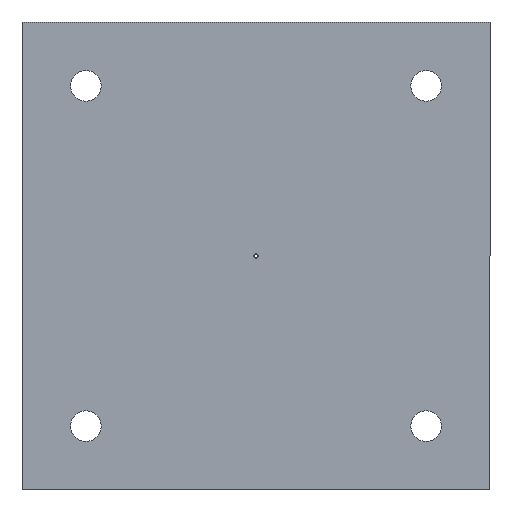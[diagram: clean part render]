
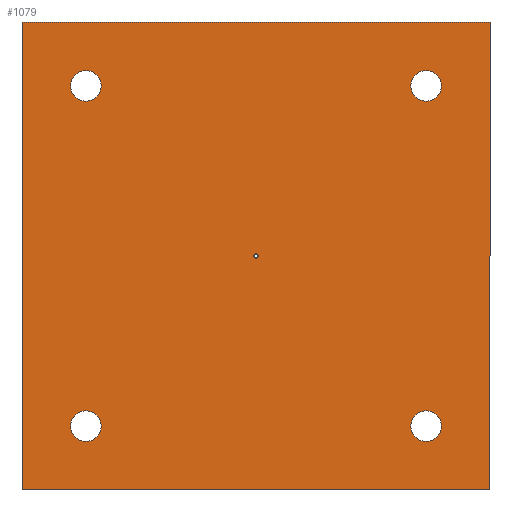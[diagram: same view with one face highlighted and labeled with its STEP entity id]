
A CAD part, front view. The second image highlights one B-rep face of the part: STEP entity #1079.
In plain terms, the highlighted planar face has unit normal (0, -1, 0).
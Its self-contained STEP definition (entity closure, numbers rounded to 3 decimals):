
#13 = EDGE_LOOP ( 'NONE', ( #585, #143 ) ) ;
#16 = CIRCLE ( 'NONE', #1189, 1.8 ) ;
#18 = DIRECTION ( 'NONE',  ( 0., -1., 0. ) ) ;
#30 = CARTESIAN_POINT ( 'NONE',  ( -27.5, -7.495, -27.5 ) ) ;
#45 = EDGE_CURVE ( 'NONE', #1600, #680, #311, .T. ) ;
#74 = AXIS2_PLACEMENT_3D ( 'NONE', #2032, #1685, #892 ) ;
#135 = CARTESIAN_POINT ( 'NONE',  ( -20., -7.495, -20. ) ) ;
#138 = CARTESIAN_POINT ( 'NONE',  ( -20., -7.495, -20. ) ) ;
#140 = EDGE_CURVE ( 'NONE', #1364, #227, #643, .T. ) ;
#143 = ORIENTED_EDGE ( 'NONE', *, *, #1733, .F. ) ;
#153 = LINE ( 'NONE', #1708, #1324 ) ;
#162 = CARTESIAN_POINT ( 'NONE',  ( -20., -7.495, 20. ) ) ;
#164 = EDGE_CURVE ( 'NONE', #680, #1600, #905, .T. ) ;
#171 = VERTEX_POINT ( 'NONE', #446 ) ;
#177 = CIRCLE ( 'NONE', #1407, 1.8 ) ;
#185 = VERTEX_POINT ( 'NONE', #440 ) ;
#192 = CARTESIAN_POINT ( 'NONE',  ( -18.2, -7.495, -20. ) ) ;
#223 = EDGE_CURVE ( 'NONE', #1625, #1471, #177, .T. ) ;
#227 = VERTEX_POINT ( 'NONE', #192 ) ;
#243 = FACE_BOUND ( 'NONE', #952, .T. ) ;
#254 = FACE_OUTER_BOUND ( 'NONE', #2042, .T. ) ;
#261 = DIRECTION ( 'NONE',  ( 0., -1., 0. ) ) ;
#288 = CARTESIAN_POINT ( 'NONE',  ( -21.8, -7.495, -20. ) ) ;
#293 = AXIS2_PLACEMENT_3D ( 'NONE', #138, #2044, #1868 ) ;
#311 = CIRCLE ( 'NONE', #1474, 0.25 ) ;
#338 = CARTESIAN_POINT ( 'NONE',  ( -0.25, -7.495, 0. ) ) ;
#353 = LINE ( 'NONE', #537, #1861 ) ;
#399 = DIRECTION ( 'NONE',  ( 0., -1., 0. ) ) ;
#405 = DIRECTION ( 'NONE',  ( 0., -1., 0. ) ) ;
#440 = CARTESIAN_POINT ( 'NONE',  ( -27.5, -7.495, 27.5 ) ) ;
#446 = CARTESIAN_POINT ( 'NONE',  ( 27.5, -7.495, -27.5 ) ) ;
#452 = FACE_BOUND ( 'NONE', #1188, .T. ) ;
#496 = ORIENTED_EDGE ( 'NONE', *, *, #1583, .F. ) ;
#522 = VERTEX_POINT ( 'NONE', #606 ) ;
#535 = CARTESIAN_POINT ( 'NONE',  ( 20., -7.495, 20. ) ) ;
#537 = CARTESIAN_POINT ( 'NONE',  ( -27.5, -7.495, 27.5 ) ) ;
#539 = DIRECTION ( 'NONE',  ( 0., -1., 0. ) ) ;
#563 = AXIS2_PLACEMENT_3D ( 'NONE', #1343, #405, #1315 ) ;
#576 = ORIENTED_EDGE ( 'NONE', *, *, #1230, .F. ) ;
#585 = ORIENTED_EDGE ( 'NONE', *, *, #140, .F. ) ;
#587 = ORIENTED_EDGE ( 'NONE', *, *, #1546, .T. ) ;
#588 = CARTESIAN_POINT ( 'NONE',  ( 20., -7.495, -20. ) ) ;
#606 = CARTESIAN_POINT ( 'NONE',  ( 27.5, -7.495, 27.5 ) ) ;
#639 = DIRECTION ( 'NONE',  ( -1., 0., 0. ) ) ;
#643 = CIRCLE ( 'NONE', #1570, 1.8 ) ;
#644 = VERTEX_POINT ( 'NONE', #932 ) ;
#652 = VERTEX_POINT ( 'NONE', #1571 ) ;
#678 = CARTESIAN_POINT ( 'NONE',  ( 0., -7.495, 0. ) ) ;
#680 = VERTEX_POINT ( 'NONE', #338 ) ;
#708 = LINE ( 'NONE', #30, #1779 ) ;
#732 = DIRECTION ( 'NONE',  ( -1., 0., 0. ) ) ;
#782 = VECTOR ( 'NONE', #1173, 1000. ) ;
#836 = EDGE_CURVE ( 'NONE', #1799, #1744, #1451, .T. ) ;
#842 = EDGE_CURVE ( 'NONE', #171, #1557, #708, .T. ) ;
#880 = EDGE_CURVE ( 'NONE', #652, #644, #1417, .T. ) ;
#892 = DIRECTION ( 'NONE',  ( -1., 0., 0. ) ) ;
#905 = CIRCLE ( 'NONE', #74, 0.25 ) ;
#932 = CARTESIAN_POINT ( 'NONE',  ( 18.2, -7.495, 20. ) ) ;
#943 = ORIENTED_EDGE ( 'NONE', *, *, #1860, .F. ) ;
#948 = ORIENTED_EDGE ( 'NONE', *, *, #1030, .F. ) ;
#952 = EDGE_LOOP ( 'NONE', ( #948, #1329 ) ) ;
#957 = CARTESIAN_POINT ( 'NONE',  ( 18.2, -7.495, -20. ) ) ;
#981 = DIRECTION ( 'NONE',  ( 0., 0., 1. ) ) ;
#996 = DIRECTION ( 'NONE',  ( -1., 0., 0. ) ) ;
#1002 = DIRECTION ( 'NONE',  ( 0., 1., 0. ) ) ;
#1028 = DIRECTION ( 'NONE',  ( -1., 0., 0. ) ) ;
#1030 = EDGE_CURVE ( 'NONE', #1471, #1625, #1747, .T. ) ;
#1047 = FACE_BOUND ( 'NONE', #2014, .T. ) ;
#1066 = CARTESIAN_POINT ( 'NONE',  ( -27.5, -7.495, -27.5 ) ) ;
#1079 = ADVANCED_FACE ( 'NONE', ( #1880, #452, #1672, #243, #1047, #254 ), #1527, .F. ) ;
#1108 = DIRECTION ( 'NONE',  ( 0., -1., 0. ) ) ;
#1137 = ORIENTED_EDGE ( 'NONE', *, *, #1348, .T. ) ;
#1158 = CARTESIAN_POINT ( 'NONE',  ( -20., -7.495, 20. ) ) ;
#1159 = CARTESIAN_POINT ( 'NONE',  ( 0.25, -7.495, 0. ) ) ;
#1173 = DIRECTION ( 'NONE',  ( -1., 0., 0. ) ) ;
#1183 = CARTESIAN_POINT ( 'NONE',  ( -27.5, -7.495, 27.5 ) ) ;
#1187 = AXIS2_PLACEMENT_3D ( 'NONE', #1158, #539, #996 ) ;
#1188 = EDGE_LOOP ( 'NONE', ( #496, #1252 ) ) ;
#1189 = AXIS2_PLACEMENT_3D ( 'NONE', #535, #399, #1028 ) ;
#1217 = ORIENTED_EDGE ( 'NONE', *, *, #880, .F. ) ;
#1221 = AXIS2_PLACEMENT_3D ( 'NONE', #588, #1682, #732 ) ;
#1230 = EDGE_CURVE ( 'NONE', #644, #652, #16, .T. ) ;
#1244 = ORIENTED_EDGE ( 'NONE', *, *, #164, .T. ) ;
#1252 = ORIENTED_EDGE ( 'NONE', *, *, #836, .F. ) ;
#1315 = DIRECTION ( 'NONE',  ( -1., 0., 0. ) ) ;
#1324 = VECTOR ( 'NONE', #1545, 1000. ) ;
#1327 = CIRCLE ( 'NONE', #293, 1.8 ) ;
#1329 = ORIENTED_EDGE ( 'NONE', *, *, #223, .F. ) ;
#1343 = CARTESIAN_POINT ( 'NONE',  ( 20., -7.495, 20. ) ) ;
#1348 = EDGE_CURVE ( 'NONE', #171, #522, #153, .T. ) ;
#1363 = DIRECTION ( 'NONE',  ( -1., 0., 0. ) ) ;
#1364 = VERTEX_POINT ( 'NONE', #288 ) ;
#1389 = AXIS2_PLACEMENT_3D ( 'NONE', #1745, #1945, #1569 ) ;
#1401 = DIRECTION ( 'NONE',  ( -1., 0., 0. ) ) ;
#1407 = AXIS2_PLACEMENT_3D ( 'NONE', #1597, #1108, #1424 ) ;
#1415 = CARTESIAN_POINT ( 'NONE',  ( -21.8, -7.495, 20. ) ) ;
#1417 = CIRCLE ( 'NONE', #563, 1.8 ) ;
#1424 = DIRECTION ( 'NONE',  ( -1., 0., 0. ) ) ;
#1451 = CIRCLE ( 'NONE', #1187, 1.8 ) ;
#1471 = VERTEX_POINT ( 'NONE', #957 ) ;
#1474 = AXIS2_PLACEMENT_3D ( 'NONE', #678, #1002, #1363 ) ;
#1478 = ORIENTED_EDGE ( 'NONE', *, *, #45, .T. ) ;
#1502 = CARTESIAN_POINT ( 'NONE',  ( 21.8, -7.495, -20. ) ) ;
#1514 = ORIENTED_EDGE ( 'NONE', *, *, #842, .F. ) ;
#1526 = CIRCLE ( 'NONE', #1786, 1.8 ) ;
#1527 = PLANE ( 'NONE',  #1389 ) ;
#1545 = DIRECTION ( 'NONE',  ( 0., 0., 1. ) ) ;
#1546 = EDGE_CURVE ( 'NONE', #522, #185, #1988, .T. ) ;
#1557 = VERTEX_POINT ( 'NONE', #1066 ) ;
#1569 = DIRECTION ( 'NONE',  ( -1., 0., 0. ) ) ;
#1570 = AXIS2_PLACEMENT_3D ( 'NONE', #135, #261, #1401 ) ;
#1571 = CARTESIAN_POINT ( 'NONE',  ( 21.8, -7.495, 20. ) ) ;
#1583 = EDGE_CURVE ( 'NONE', #1744, #1799, #1526, .T. ) ;
#1597 = CARTESIAN_POINT ( 'NONE',  ( 20., -7.495, -20. ) ) ;
#1600 = VERTEX_POINT ( 'NONE', #1159 ) ;
#1601 = EDGE_LOOP ( 'NONE', ( #576, #1217 ) ) ;
#1625 = VERTEX_POINT ( 'NONE', #1502 ) ;
#1672 = FACE_BOUND ( 'NONE', #1601, .T. ) ;
#1682 = DIRECTION ( 'NONE',  ( 0., -1., 0. ) ) ;
#1685 = DIRECTION ( 'NONE',  ( 0., 1., 0. ) ) ;
#1708 = CARTESIAN_POINT ( 'NONE',  ( 27.5, -7.495, 27.5 ) ) ;
#1733 = EDGE_CURVE ( 'NONE', #227, #1364, #1327, .T. ) ;
#1744 = VERTEX_POINT ( 'NONE', #1415 ) ;
#1745 = CARTESIAN_POINT ( 'NONE',  ( 0., -7.495, 0. ) ) ;
#1747 = CIRCLE ( 'NONE', #1221, 1.8 ) ;
#1779 = VECTOR ( 'NONE', #1802, 1000. ) ;
#1786 = AXIS2_PLACEMENT_3D ( 'NONE', #162, #18, #639 ) ;
#1789 = CARTESIAN_POINT ( 'NONE',  ( -18.2, -7.495, 20. ) ) ;
#1799 = VERTEX_POINT ( 'NONE', #1789 ) ;
#1802 = DIRECTION ( 'NONE',  ( -1., 0., 0. ) ) ;
#1860 = EDGE_CURVE ( 'NONE', #1557, #185, #353, .T. ) ;
#1861 = VECTOR ( 'NONE', #981, 1000. ) ;
#1868 = DIRECTION ( 'NONE',  ( -1., 0., 0. ) ) ;
#1880 = FACE_BOUND ( 'NONE', #13, .T. ) ;
#1945 = DIRECTION ( 'NONE',  ( 0., 1., 0. ) ) ;
#1988 = LINE ( 'NONE', #1183, #782 ) ;
#2014 = EDGE_LOOP ( 'NONE', ( #1244, #1478 ) ) ;
#2032 = CARTESIAN_POINT ( 'NONE',  ( 0., -7.495, 0. ) ) ;
#2042 = EDGE_LOOP ( 'NONE', ( #1137, #587, #943, #1514 ) ) ;
#2044 = DIRECTION ( 'NONE',  ( 0., -1., 0. ) ) ;
